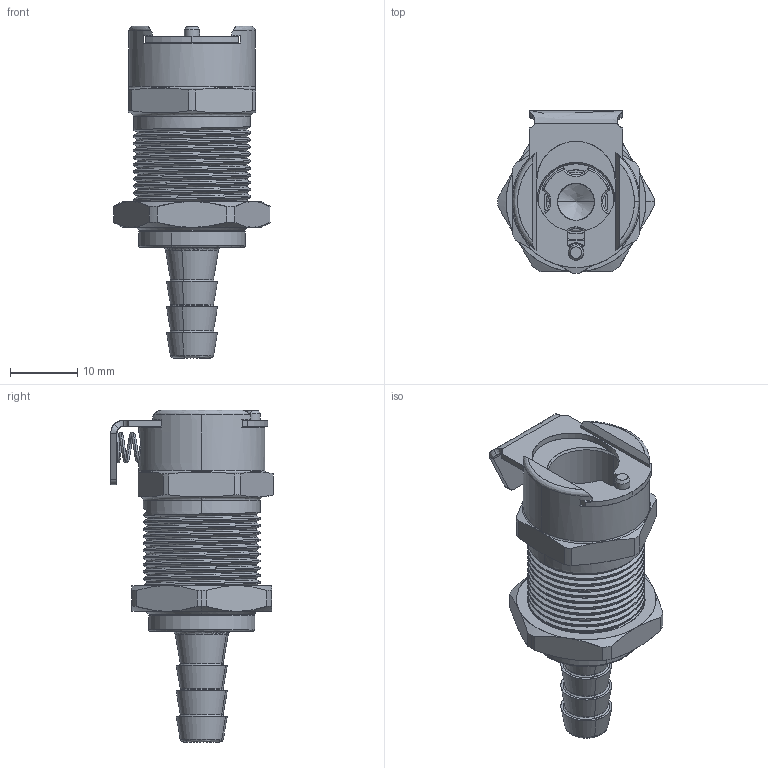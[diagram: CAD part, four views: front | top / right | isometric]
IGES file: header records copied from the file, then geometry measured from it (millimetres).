
Start section: SolidWorks IGES file using analytic representation for surfaces
Global section: file name: E-Q4V-SPM-3-SS-V.IGS; native system: SolidWorks 2021; preprocessor: SolidWorks 2021; author: WTsang; date: 221103.090014; units: millimetre
Bounding box: 23.3 x 24.24 x 49.53 mm (x, y, z)
Surface area: 8079.6 mm2 (no closed solid volume)
Topology: 0 solids, 0 shells, 455 faces, 5918 edges, 5890 vertices
Faces by surface type: revolution 248, bspline 207
